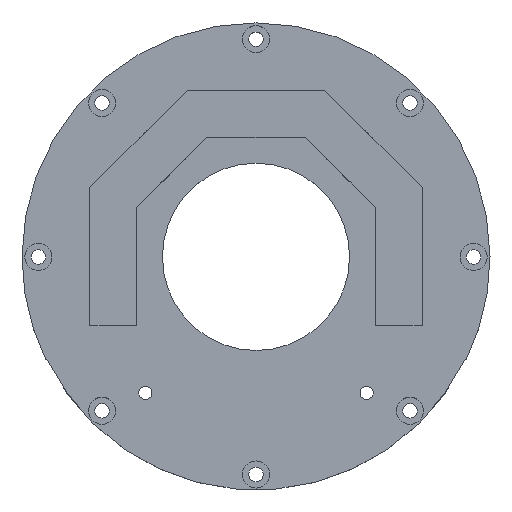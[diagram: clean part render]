
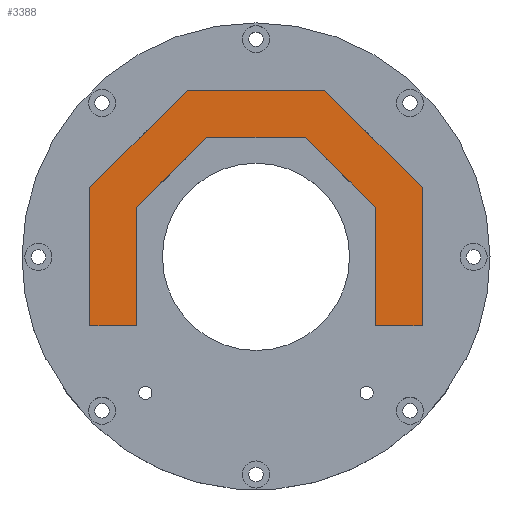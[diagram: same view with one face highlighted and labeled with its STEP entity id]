
A CAD part, top view. The second image highlights one B-rep face of the part: STEP entity #3388.
In plain terms, the highlighted planar face has unit normal (0, 0, 1).
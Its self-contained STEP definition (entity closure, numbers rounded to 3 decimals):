
#93 = CARTESIAN_POINT ( 'NONE',  ( 25.5, 10.562, 23.8 ) ) ;
#104 = ORIENTED_EDGE ( 'NONE', *, *, #3216, .F. ) ;
#138 = EDGE_CURVE ( 'NONE', #3546, #1354, #153, .T. ) ;
#153 = LINE ( 'NONE', #421, #510 ) ;
#166 = EDGE_CURVE ( 'NONE', #371, #634, #455, .T. ) ;
#206 = DIRECTION ( 'NONE',  ( -0.707, 0.707, 0. ) ) ;
#250 = CARTESIAN_POINT ( 'NONE',  ( 14.705, 35.5, 23.8 ) ) ;
#329 = EDGE_CURVE ( 'NONE', #1668, #449, #1107, .T. ) ;
#371 = VERTEX_POINT ( 'NONE', #93 ) ;
#421 = CARTESIAN_POINT ( 'NONE',  ( -35.5, 0., 23.8 ) ) ;
#429 = ORIENTED_EDGE ( 'NONE', *, *, #138, .T. ) ;
#449 = VERTEX_POINT ( 'NONE', #1507 ) ;
#451 = DIRECTION ( 'NONE',  ( 1., 0., 0. ) ) ;
#455 = LINE ( 'NONE', #985, #2939 ) ;
#470 = LINE ( 'NONE', #3302, #1407 ) ;
#510 = VECTOR ( 'NONE', #3034, 1000. ) ;
#579 = CARTESIAN_POINT ( 'NONE',  ( 35.5, 0., 23.8 ) ) ;
#634 = VERTEX_POINT ( 'NONE', #931 ) ;
#655 = ORIENTED_EDGE ( 'NONE', *, *, #3185, .T. ) ;
#677 = CARTESIAN_POINT ( 'NONE',  ( 0., 35.5, 23.8 ) ) ;
#717 = PLANE ( 'NONE',  #1357 ) ;
#743 = VECTOR ( 'NONE', #920, 1000. ) ;
#846 = EDGE_CURVE ( 'NONE', #2316, #371, #2102, .T. ) ;
#864 = LINE ( 'NONE', #3088, #2354 ) ;
#920 = DIRECTION ( 'NONE',  ( 1., 0., 0. ) ) ;
#928 = CARTESIAN_POINT ( 'NONE',  ( 0., -14.705, 23.8 ) ) ;
#931 = CARTESIAN_POINT ( 'NONE',  ( 10.562, 25.5, 23.8 ) ) ;
#940 = ORIENTED_EDGE ( 'NONE', *, *, #2860, .T. ) ;
#985 = CARTESIAN_POINT ( 'NONE',  ( 18.031, 18.031, 23.8 ) ) ;
#993 = CARTESIAN_POINT ( 'NONE',  ( 35.5, -14.705, 23.8 ) ) ;
#1072 = EDGE_CURVE ( 'NONE', #2195, #2489, #470, .T. ) ;
#1107 = LINE ( 'NONE', #2224, #1913 ) ;
#1121 = CARTESIAN_POINT ( 'NONE',  ( -18.031, 18.031, 23.8 ) ) ;
#1201 = LINE ( 'NONE', #928, #2623 ) ;
#1218 = EDGE_CURVE ( 'NONE', #2489, #1770, #2123, .T. ) ;
#1241 = VECTOR ( 'NONE', #1472, 1000. ) ;
#1332 = EDGE_LOOP ( 'NONE', ( #2642, #2535, #940, #2835, #3476, #655, #429, #1463, #1336, #2578, #104, #1717 ) ) ;
#1336 = ORIENTED_EDGE ( 'NONE', *, *, #329, .F. ) ;
#1354 = VERTEX_POINT ( 'NONE', #2174 ) ;
#1357 = AXIS2_PLACEMENT_3D ( 'NONE', #3279, #1834, #451 ) ;
#1387 = LINE ( 'NONE', #579, #1950 ) ;
#1407 = VECTOR ( 'NONE', #206, 1000. ) ;
#1463 = ORIENTED_EDGE ( 'NONE', *, *, #1474, .T. ) ;
#1472 = DIRECTION ( 'NONE',  ( -1., 0., 0. ) ) ;
#1474 = EDGE_CURVE ( 'NONE', #1354, #449, #1201, .T. ) ;
#1507 = CARTESIAN_POINT ( 'NONE',  ( -25.5, -14.705, 23.8 ) ) ;
#1622 = VERTEX_POINT ( 'NONE', #1854 ) ;
#1631 = CARTESIAN_POINT ( 'NONE',  ( -14.705, 35.5, 23.8 ) ) ;
#1668 = VERTEX_POINT ( 'NONE', #3048 ) ;
#1687 = EDGE_CURVE ( 'NONE', #1622, #1668, #3570, .T. ) ;
#1717 = ORIENTED_EDGE ( 'NONE', *, *, #166, .F. ) ;
#1718 = VECTOR ( 'NONE', #3211, 1000. ) ;
#1770 = VERTEX_POINT ( 'NONE', #1631 ) ;
#1834 = DIRECTION ( 'NONE',  ( 0., 0., 1. ) ) ;
#1854 = CARTESIAN_POINT ( 'NONE',  ( -10.562, 25.5, 23.8 ) ) ;
#1908 = CARTESIAN_POINT ( 'NONE',  ( 35.5, 14.705, 23.8 ) ) ;
#1913 = VECTOR ( 'NONE', #3331, 1000. ) ;
#1950 = VECTOR ( 'NONE', #2779, 1000. ) ;
#2016 = CARTESIAN_POINT ( 'NONE',  ( 0., -14.705, 23.8 ) ) ;
#2022 = CARTESIAN_POINT ( 'NONE',  ( 0., 25.5, 23.8 ) ) ;
#2102 = LINE ( 'NONE', #2402, #1718 ) ;
#2123 = LINE ( 'NONE', #677, #2628 ) ;
#2174 = CARTESIAN_POINT ( 'NONE',  ( -35.5, -14.705, 23.8 ) ) ;
#2195 = VERTEX_POINT ( 'NONE', #1908 ) ;
#2224 = CARTESIAN_POINT ( 'NONE',  ( -25.5, 0., 23.8 ) ) ;
#2291 = DIRECTION ( 'NONE',  ( -0.707, -0.707, 0. ) ) ;
#2312 = LINE ( 'NONE', #2022, #1241 ) ;
#2316 = VERTEX_POINT ( 'NONE', #2702 ) ;
#2343 = LINE ( 'NONE', #2016, #743 ) ;
#2354 = VECTOR ( 'NONE', #2291, 1000. ) ;
#2361 = VERTEX_POINT ( 'NONE', #993 ) ;
#2402 = CARTESIAN_POINT ( 'NONE',  ( 25.5, 0., 23.8 ) ) ;
#2489 = VERTEX_POINT ( 'NONE', #250 ) ;
#2535 = ORIENTED_EDGE ( 'NONE', *, *, #3569, .T. ) ;
#2578 = ORIENTED_EDGE ( 'NONE', *, *, #1687, .F. ) ;
#2623 = VECTOR ( 'NONE', #3427, 1000. ) ;
#2628 = VECTOR ( 'NONE', #2880, 1000. ) ;
#2642 = ORIENTED_EDGE ( 'NONE', *, *, #846, .F. ) ;
#2702 = CARTESIAN_POINT ( 'NONE',  ( 25.5, -14.705, 23.8 ) ) ;
#2779 = DIRECTION ( 'NONE',  ( 0., 1., 0. ) ) ;
#2825 = CARTESIAN_POINT ( 'NONE',  ( -35.5, 14.705, 23.8 ) ) ;
#2835 = ORIENTED_EDGE ( 'NONE', *, *, #1072, .T. ) ;
#2860 = EDGE_CURVE ( 'NONE', #2361, #2195, #1387, .T. ) ;
#2880 = DIRECTION ( 'NONE',  ( -1., 0., 0. ) ) ;
#2911 = VECTOR ( 'NONE', #3366, 1000. ) ;
#2939 = VECTOR ( 'NONE', #3501, 1000. ) ;
#2942 = FACE_OUTER_BOUND ( 'NONE', #1332, .T. ) ;
#3034 = DIRECTION ( 'NONE',  ( 0., -1., 0. ) ) ;
#3048 = CARTESIAN_POINT ( 'NONE',  ( -25.5, 10.562, 23.8 ) ) ;
#3088 = CARTESIAN_POINT ( 'NONE',  ( -25.102, 25.102, 23.8 ) ) ;
#3185 = EDGE_CURVE ( 'NONE', #1770, #3546, #864, .T. ) ;
#3211 = DIRECTION ( 'NONE',  ( 0., 1., 0. ) ) ;
#3216 = EDGE_CURVE ( 'NONE', #634, #1622, #2312, .T. ) ;
#3279 = CARTESIAN_POINT ( 'NONE',  ( 0., 0., 23.8 ) ) ;
#3302 = CARTESIAN_POINT ( 'NONE',  ( 25.102, 25.102, 23.8 ) ) ;
#3331 = DIRECTION ( 'NONE',  ( 0., -1., 0. ) ) ;
#3366 = DIRECTION ( 'NONE',  ( -0.707, -0.707, 0. ) ) ;
#3388 = ADVANCED_FACE ( 'NONE', ( #2942 ), #717, .T. ) ;
#3427 = DIRECTION ( 'NONE',  ( 1., 0., 0. ) ) ;
#3476 = ORIENTED_EDGE ( 'NONE', *, *, #1218, .T. ) ;
#3501 = DIRECTION ( 'NONE',  ( -0.707, 0.707, 0. ) ) ;
#3546 = VERTEX_POINT ( 'NONE', #2825 ) ;
#3569 = EDGE_CURVE ( 'NONE', #2316, #2361, #2343, .T. ) ;
#3570 = LINE ( 'NONE', #1121, #2911 ) ;
